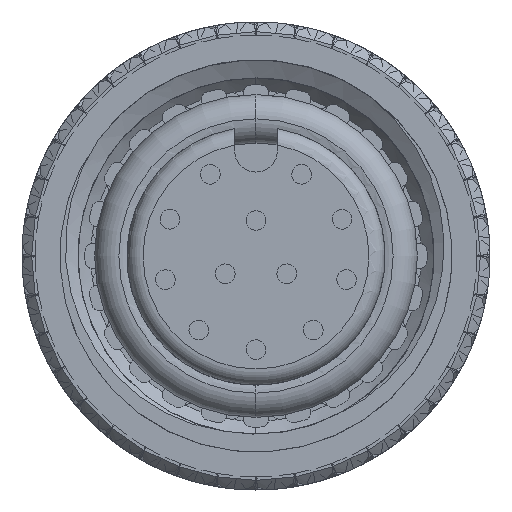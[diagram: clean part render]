
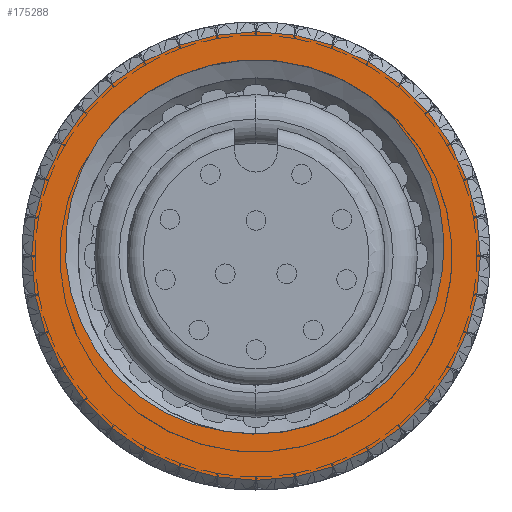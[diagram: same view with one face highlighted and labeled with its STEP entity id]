
A CAD part, left-side view. The second image highlights one B-rep face of the part: STEP entity #175288.
In plain terms, the highlighted planar face has unit normal (-1, 0, 0).
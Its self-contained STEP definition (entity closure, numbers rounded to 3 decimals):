
#44336=CARTESIAN_POINT('',(-170.,0.,0.));
#44337=DIRECTION('',(-1.,0.,0.));
#44338=DIRECTION('',(0.,0.,-1.));
#44339=AXIS2_PLACEMENT_3D('',#44336,#44337,#44338);
#44341=CARTESIAN_POINT('',(-170.,0.,0.));
#44342=DIRECTION('',(-1.,0.,0.));
#44343=DIRECTION('',(0.,0.,1.));
#44344=AXIS2_PLACEMENT_3D('',#44341,#44342,#44343);
#44346=CARTESIAN_POINT('',(-170.,-3.616,4.883));
#44347=CARTESIAN_POINT('',(-170.,-3.725,4.794));
#44348=CARTESIAN_POINT('',(-170.,-3.936,4.61));
#44349=CARTESIAN_POINT('',(-170.,-4.232,4.314));
#44350=CARTESIAN_POINT('',(-170.,-4.505,3.998));
#44351=CARTESIAN_POINT('',(-170.,-4.756,3.665));
#44352=CARTESIAN_POINT('',(-170.,-4.982,3.317));
#44353=CARTESIAN_POINT('',(-170.,-5.184,2.954));
#44354=CARTESIAN_POINT('',(-170.,-5.359,2.579));
#44355=CARTESIAN_POINT('',(-170.,-5.507,2.194));
#44356=CARTESIAN_POINT('',(-170.,-5.628,1.8));
#44357=CARTESIAN_POINT('',(-170.,-5.721,1.4));
#44358=CARTESIAN_POINT('',(-170.,-5.785,0.996));
#44359=CARTESIAN_POINT('',(-170.,-5.822,0.588));
#44360=CARTESIAN_POINT('',(-170.,-5.829,0.181));
#44361=CARTESIAN_POINT('',(-170.,-5.808,-0.226));
#44362=CARTESIAN_POINT('',(-170.,-5.759,-0.628));
#44363=CARTESIAN_POINT('',(-170.,-5.682,-1.026));
#44364=CARTESIAN_POINT('',(-170.,-5.578,-1.416));
#44365=CARTESIAN_POINT('',(-170.,-5.447,-1.797));
#44366=CARTESIAN_POINT('',(-170.,-5.29,-2.166));
#44367=CARTESIAN_POINT('',(-170.,-5.108,-2.523));
#44368=CARTESIAN_POINT('',(-170.,-4.901,-2.865));
#44369=CARTESIAN_POINT('',(-170.,-4.672,-3.192));
#44370=CARTESIAN_POINT('',(-170.,-4.421,-3.5));
#44371=CARTESIAN_POINT('',(-170.,-4.15,-3.789));
#44372=CARTESIAN_POINT('',(-170.,-3.859,-4.058));
#44373=CARTESIAN_POINT('',(-170.,-3.552,-4.304));
#44374=CARTESIAN_POINT('',(-170.,-3.228,-4.528));
#44375=CARTESIAN_POINT('',(-170.,-2.89,-4.728));
#44376=CARTESIAN_POINT('',(-170.,-2.657,-4.845));
#44377=CARTESIAN_POINT('',(-170.,-2.538,-4.899));
#44379=CARTESIAN_POINT('',(-170.,4.883,3.616));
#44380=CARTESIAN_POINT('',(-170.,4.8,3.728));
#44381=CARTESIAN_POINT('',(-170.,4.628,3.944));
#44382=CARTESIAN_POINT('',(-170.,4.348,4.251));
#44383=CARTESIAN_POINT('',(-170.,4.048,4.538));
#44384=CARTESIAN_POINT('',(-170.,3.729,4.803));
#44385=CARTESIAN_POINT('',(-170.,3.392,5.047));
#44386=CARTESIAN_POINT('',(-170.,3.04,5.266));
#44387=CARTESIAN_POINT('',(-170.,2.673,5.461));
#44388=CARTESIAN_POINT('',(-170.,2.294,5.631));
#44389=CARTESIAN_POINT('',(-170.,1.905,5.775));
#44390=CARTESIAN_POINT('',(-170.,1.506,5.891));
#44391=CARTESIAN_POINT('',(-170.,1.101,5.98));
#44392=CARTESIAN_POINT('',(-170.,0.69,6.041));
#44393=CARTESIAN_POINT('',(-170.,0.276,6.074));
#44394=CARTESIAN_POINT('',(-170.,-0.139,6.079));
#44395=CARTESIAN_POINT('',(-170.,-0.554,6.055));
#44396=CARTESIAN_POINT('',(-170.,-0.965,6.004));
#44397=CARTESIAN_POINT('',(-170.,-1.373,5.924));
#44398=CARTESIAN_POINT('',(-170.,-1.774,5.816));
#44399=CARTESIAN_POINT('',(-170.,-2.167,5.682));
#44400=CARTESIAN_POINT('',(-170.,-2.549,5.521));
#44401=CARTESIAN_POINT('',(-170.,-2.92,5.334));
#44402=CARTESIAN_POINT('',(-170.,-3.277,5.122));
#44403=CARTESIAN_POINT('',(-170.,-3.505,4.965));
#44404=CARTESIAN_POINT('',(-170.,-3.616,4.883));
#44406=CARTESIAN_POINT('',(-170.,1.,-5.426));
#44407=CARTESIAN_POINT('',(-170.,1.13,-5.409));
#44408=CARTESIAN_POINT('',(-170.,1.387,-5.365));
#44409=CARTESIAN_POINT('',(-170.,1.768,-5.273));
#44410=CARTESIAN_POINT('',(-170.,2.143,-5.153));
#44411=CARTESIAN_POINT('',(-170.,2.509,-5.007));
#44412=CARTESIAN_POINT('',(-170.,2.865,-4.834));
#44413=CARTESIAN_POINT('',(-170.,3.209,-4.637));
#44414=CARTESIAN_POINT('',(-170.,3.539,-4.415));
#44415=CARTESIAN_POINT('',(-170.,3.853,-4.17));
#44416=CARTESIAN_POINT('',(-170.,4.15,-3.903));
#44417=CARTESIAN_POINT('',(-170.,4.428,-3.615));
#44418=CARTESIAN_POINT('',(-170.,4.686,-3.307));
#44419=CARTESIAN_POINT('',(-170.,4.923,-2.981));
#44420=CARTESIAN_POINT('',(-170.,5.136,-2.638));
#44421=CARTESIAN_POINT('',(-170.,5.326,-2.28));
#44422=CARTESIAN_POINT('',(-170.,5.49,-1.909));
#44423=CARTESIAN_POINT('',(-170.,5.629,-1.527));
#44424=CARTESIAN_POINT('',(-170.,5.74,-1.134));
#44425=CARTESIAN_POINT('',(-170.,5.824,-0.734));
#44426=CARTESIAN_POINT('',(-170.,5.88,-0.329));
#44427=CARTESIAN_POINT('',(-170.,5.908,0.081));
#44428=CARTESIAN_POINT('',(-170.,5.907,0.493));
#44429=CARTESIAN_POINT('',(-170.,5.878,0.905));
#44430=CARTESIAN_POINT('',(-170.,5.82,1.315));
#44431=CARTESIAN_POINT('',(-170.,5.733,1.72));
#44432=CARTESIAN_POINT('',(-170.,5.618,2.12));
#44433=CARTESIAN_POINT('',(-170.,5.475,2.511));
#44434=CARTESIAN_POINT('',(-170.,5.305,2.893));
#44435=CARTESIAN_POINT('',(-170.,5.109,3.263));
#44436=CARTESIAN_POINT('',(-170.,4.961,3.5));
#44437=CARTESIAN_POINT('',(-170.,4.883,3.616));
#44494=CARTESIAN_POINT('',(-170.,0.,0.));
#44495=DIRECTION('',(1.,0.,0.));
#44496=DIRECTION('',(0.,-0.46,-0.888));
#44497=AXIS2_PLACEMENT_3D('',#44494,#44495,#44496);
#86481=CARTESIAN_POINT('',(-170.,0.,-6.95));
#86482=CARTESIAN_POINT('',(-170.,0.,6.95));
#86483=VERTEX_POINT('',#86481);
#86484=VERTEX_POINT('',#86482);
#86569=VERTEX_POINT('',#44406);
#86570=VERTEX_POINT('',#44437);
#86571=VERTEX_POINT('',#44404);
#86572=VERTEX_POINT('',#44377);
#175269=CARTESIAN_POINT('',(-170.,0.,0.));
#175270=DIRECTION('',(1.,0.,0.));
#175271=DIRECTION('',(0.,0.,1.));
#175272=AXIS2_PLACEMENT_3D('',#175269,#175270,#175271);
#175273=PLANE('',#175272);
#175274=ORIENTED_EDGE('',*,*,#167182,.F.);
#175275=ORIENTED_EDGE('',*,*,#161456,.F.);
#175276=EDGE_LOOP('',(#175274,#175275));
#175277=FACE_OUTER_BOUND('',#175276,.F.);
#175279=ORIENTED_EDGE('',*,*,#175278,.F.);
#175281=ORIENTED_EDGE('',*,*,#175280,.F.);
#175283=ORIENTED_EDGE('',*,*,#175282,.F.);
#175285=ORIENTED_EDGE('',*,*,#175284,.F.);
#175286=EDGE_LOOP('',(#175279,#175281,#175283,#175285));
#175287=FACE_BOUND('',#175286,.F.);
#175288=ADVANCED_FACE('',(#175277,#175287),#175273,.F.);
#44340=CIRCLE('',#44339,6.95);
#44345=CIRCLE('',#44344,6.95);
#44378=B_SPLINE_CURVE_WITH_KNOTS('',3,(#44346,#44347,#44348,#44349,#44350,
#44351,#44352,#44353,#44354,#44355,#44356,#44357,#44358,#44359,#44360,#44361,
#44362,#44363,#44364,#44365,#44366,#44367,#44368,#44369,#44370,#44371,#44372,
#44373,#44374,#44375,#44376,#44377),.UNSPECIFIED.,.F.,.F.,(4,1,1,1,1,1,1,1,1,1,
1,1,1,1,1,1,1,1,1,1,1,1,1,1,1,1,1,1,1,4),(0.,0.034,
0.069,0.103,0.138,0.172,
0.207,0.241,0.276,0.31,
0.345,0.379,0.414,0.448,
0.483,0.517,0.552,0.586,
0.621,0.655,0.69,0.724,
0.759,0.793,0.828,0.862,
0.897,0.931,0.966,1.),.UNSPECIFIED.);
#44405=B_SPLINE_CURVE_WITH_KNOTS('',3,(#44379,#44380,#44381,#44382,#44383,
#44384,#44385,#44386,#44387,#44388,#44389,#44390,#44391,#44392,#44393,#44394,
#44395,#44396,#44397,#44398,#44399,#44400,#44401,#44402,#44403,#44404),
.UNSPECIFIED.,.F.,.F.,(4,1,1,1,1,1,1,1,1,1,1,1,1,1,1,1,1,1,1,1,1,1,1,4),(0.,
0.043,0.087,0.13,0.174,
0.217,0.261,0.304,0.348,
0.391,0.435,0.478,0.522,
0.565,0.609,0.652,0.696,
0.739,0.783,0.826,0.87,
0.913,0.957,1.),.UNSPECIFIED.);
#44438=B_SPLINE_CURVE_WITH_KNOTS('',3,(#44406,#44407,#44408,#44409,#44410,
#44411,#44412,#44413,#44414,#44415,#44416,#44417,#44418,#44419,#44420,#44421,
#44422,#44423,#44424,#44425,#44426,#44427,#44428,#44429,#44430,#44431,#44432,
#44433,#44434,#44435,#44436,#44437),.UNSPECIFIED.,.F.,.F.,(4,1,1,1,1,1,1,1,1,1,
1,1,1,1,1,1,1,1,1,1,1,1,1,1,1,1,1,1,1,4),(0.,0.034,
0.069,0.103,0.138,0.172,
0.207,0.241,0.276,0.31,
0.345,0.379,0.414,0.448,
0.483,0.517,0.552,0.586,
0.621,0.655,0.69,0.724,
0.759,0.793,0.828,0.862,
0.897,0.931,0.966,1.),.UNSPECIFIED.);
#44498=CIRCLE('',#44497,5.518);
#161456=EDGE_CURVE('',#86484,#86483,#44345,.T.);
#167182=EDGE_CURVE('',#86483,#86484,#44340,.T.);
#175278=EDGE_CURVE('',#86572,#86569,#44498,.T.);
#175280=EDGE_CURVE('',#86571,#86572,#44378,.T.);
#175282=EDGE_CURVE('',#86570,#86571,#44405,.T.);
#175284=EDGE_CURVE('',#86569,#86570,#44438,.T.);
